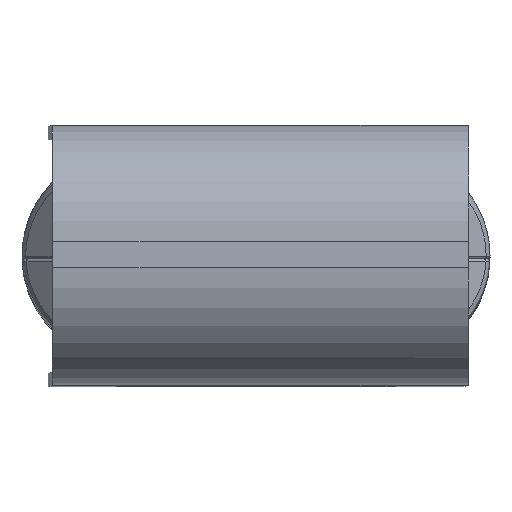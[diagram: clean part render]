
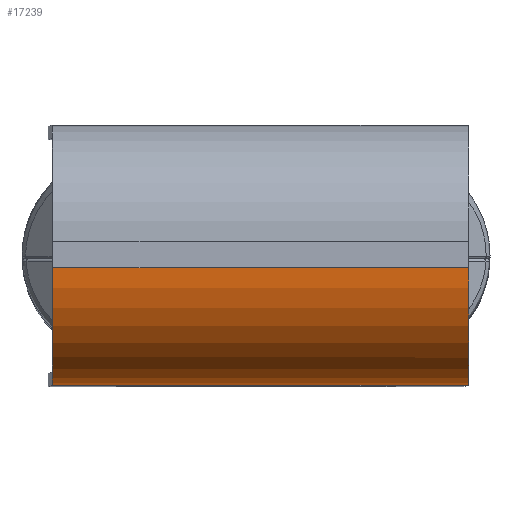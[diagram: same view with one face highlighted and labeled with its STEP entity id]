
A CAD part, top view. The second image highlights one B-rep face of the part: STEP entity #17239.
In plain terms, the highlighted cylindrical face has radius 4.5 mm (diameter 9 mm), a partial arc.
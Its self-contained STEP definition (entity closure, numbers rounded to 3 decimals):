
#1196 = DIRECTION ( 'NONE',  ( -1., 0., 0. ) ) ;
#1478 = ORIENTED_EDGE ( 'NONE', *, *, #17587, .T. ) ;
#1484 = VERTEX_POINT ( 'NONE', #24315 ) ;
#1816 = VERTEX_POINT ( 'NONE', #29496 ) ;
#2703 = CARTESIAN_POINT ( 'NONE',  ( 48.5, 4., 0. ) ) ;
#2744 = DIRECTION ( 'NONE',  ( 1., 0., 0. ) ) ;
#4160 = ORIENTED_EDGE ( 'NONE', *, *, #16164, .T. ) ;
#5243 = CARTESIAN_POINT ( 'NONE',  ( 44., -0.5, 16. ) ) ;
#5342 = CARTESIAN_POINT ( 'NONE',  ( 48.5, 4., 16. ) ) ;
#6118 = VECTOR ( 'NONE', #18450, 1000. ) ;
#7001 = AXIS2_PLACEMENT_3D ( 'NONE', #29925, #17109, #1196 ) ;
#8524 = EDGE_CURVE ( 'NONE', #13873, #1484, #21793, .T. ) ;
#9538 = FACE_OUTER_BOUND ( 'NONE', #24649, .T. ) ;
#10104 = AXIS2_PLACEMENT_3D ( 'NONE', #18324, #18439, #2744 ) ;
#10866 = CARTESIAN_POINT ( 'NONE',  ( 44., -0.5, 16. ) ) ;
#13128 = AXIS2_PLACEMENT_3D ( 'NONE', #21621, #14119, #31957 ) ;
#13873 = VERTEX_POINT ( 'NONE', #10866 ) ;
#14081 = ORIENTED_EDGE ( 'NONE', *, *, #20723, .F. ) ;
#14119 = DIRECTION ( 'NONE',  ( 0., 0., 1. ) ) ;
#15188 = VERTEX_POINT ( 'NONE', #2703 ) ;
#16164 = EDGE_CURVE ( 'NONE', #13873, #1816, #19386, .T. ) ;
#17109 = DIRECTION ( 'NONE',  ( 0., 0., -1. ) ) ;
#17239 = ADVANCED_FACE ( 'NONE', ( #9538 ), #31087, .T. ) ;
#17587 = EDGE_CURVE ( 'NONE', #1816, #15188, #31481, .T. ) ;
#18324 = CARTESIAN_POINT ( 'NONE',  ( 44., 4., 16. ) ) ;
#18439 = DIRECTION ( 'NONE',  ( 0., 0., 1. ) ) ;
#18450 = DIRECTION ( 'NONE',  ( 0., 0., -1. ) ) ;
#18451 = DIRECTION ( 'NONE',  ( 0., 0., -1. ) ) ;
#19386 = LINE ( 'NONE', #5243, #31548 ) ;
#20723 = EDGE_CURVE ( 'NONE', #1484, #15188, #26866, .T. ) ;
#21621 = CARTESIAN_POINT ( 'NONE',  ( 44., 4., 0. ) ) ;
#21793 = CIRCLE ( 'NONE', #10104, 4.5 ) ;
#23650 = ORIENTED_EDGE ( 'NONE', *, *, #8524, .F. ) ;
#24315 = CARTESIAN_POINT ( 'NONE',  ( 48.5, 4., 16. ) ) ;
#24649 = EDGE_LOOP ( 'NONE', ( #1478, #14081, #23650, #4160 ) ) ;
#26866 = LINE ( 'NONE', #5342, #6118 ) ;
#29496 = CARTESIAN_POINT ( 'NONE',  ( 44., -0.5, 0. ) ) ;
#29925 = CARTESIAN_POINT ( 'NONE',  ( 44., 4., 16. ) ) ;
#31087 = CYLINDRICAL_SURFACE ( 'NONE', #7001, 4.5 ) ;
#31481 = CIRCLE ( 'NONE', #13128, 4.5 ) ;
#31548 = VECTOR ( 'NONE', #18451, 1000. ) ;
#31957 = DIRECTION ( 'NONE',  ( 1., 0., 0. ) ) ;
